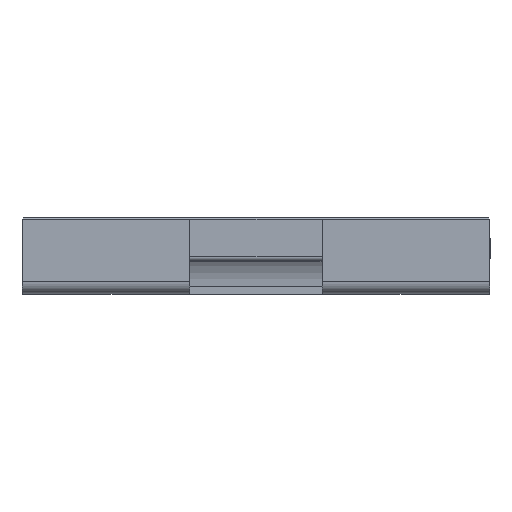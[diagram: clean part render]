
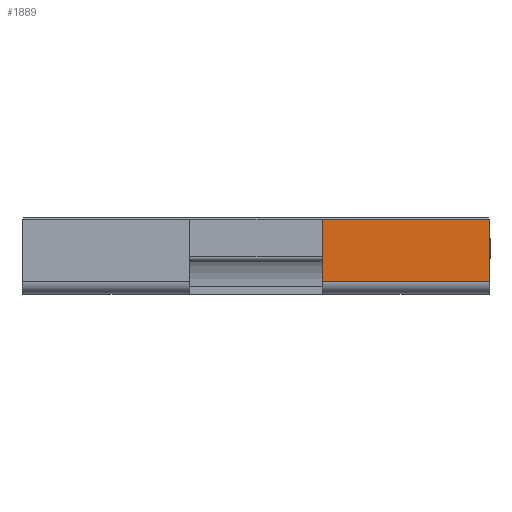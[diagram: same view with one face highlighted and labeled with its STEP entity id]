
A CAD part, top view. The second image highlights one B-rep face of the part: STEP entity #1889.
In plain terms, the highlighted planar face has unit normal (0, 0, 1).
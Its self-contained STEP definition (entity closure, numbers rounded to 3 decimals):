
#31 = CARTESIAN_POINT ( 'NONE',  ( 75.1, -16., 0. ) ) ;
#198 = CARTESIAN_POINT ( 'NONE',  ( 75.1, -0.4, 0. ) ) ;
#487 = VERTEX_POINT ( 'NONE', #1794 ) ;
#560 = FACE_OUTER_BOUND ( 'NONE', #5391, .T. ) ;
#849 = DIRECTION ( 'NONE',  ( -1., 0., 0. ) ) ;
#928 = VECTOR ( 'NONE', #6720, 1000. ) ;
#1250 = DIRECTION ( 'NONE',  ( 0., -1., 0. ) ) ;
#1383 = DIRECTION ( 'NONE',  ( 1., 0., 0. ) ) ;
#1472 = ORIENTED_EDGE ( 'NONE', *, *, #5078, .T. ) ;
#1502 = LINE ( 'NONE', #2695, #7116 ) ;
#1535 = DIRECTION ( 'NONE',  ( 1., 0., 0. ) ) ;
#1794 = CARTESIAN_POINT ( 'NONE',  ( 117., -16., 0. ) ) ;
#1889 = ADVANCED_FACE ( 'NONE', ( #560 ), #3469, .T. ) ;
#1985 = VECTOR ( 'NONE', #1250, 1000. ) ;
#2166 = LINE ( 'NONE', #5617, #1985 ) ;
#2607 = ORIENTED_EDGE ( 'NONE', *, *, #5766, .T. ) ;
#2695 = CARTESIAN_POINT ( 'NONE',  ( 117., -16., 0. ) ) ;
#3002 = EDGE_CURVE ( 'NONE', #487, #3215, #8029, .T. ) ;
#3215 = VERTEX_POINT ( 'NONE', #7714 ) ;
#3469 = PLANE ( 'NONE',  #7593 ) ;
#3709 = EDGE_CURVE ( 'NONE', #4674, #487, #1502, .T. ) ;
#4674 = VERTEX_POINT ( 'NONE', #31 ) ;
#4963 = ORIENTED_EDGE ( 'NONE', *, *, #3002, .T. ) ;
#5078 = EDGE_CURVE ( 'NONE', #5519, #4674, #2166, .T. ) ;
#5120 = LINE ( 'NONE', #198, #7832 ) ;
#5391 = EDGE_LOOP ( 'NONE', ( #1472, #7820, #4963, #2607 ) ) ;
#5519 = VERTEX_POINT ( 'NONE', #7379 ) ;
#5617 = CARTESIAN_POINT ( 'NONE',  ( 75.1, -14., 0. ) ) ;
#5766 = EDGE_CURVE ( 'NONE', #3215, #5519, #5120, .T. ) ;
#6057 = CARTESIAN_POINT ( 'NONE',  ( 117., -19., 0. ) ) ;
#6551 = CARTESIAN_POINT ( 'NONE',  ( 0., -19., 0. ) ) ;
#6580 = DIRECTION ( 'NONE',  ( 0., 0., 1. ) ) ;
#6720 = DIRECTION ( 'NONE',  ( 0., 1., 0. ) ) ;
#7116 = VECTOR ( 'NONE', #1383, 1000. ) ;
#7379 = CARTESIAN_POINT ( 'NONE',  ( 75.1, -0.4, 0. ) ) ;
#7593 = AXIS2_PLACEMENT_3D ( 'NONE', #6551, #6580, #1535 ) ;
#7714 = CARTESIAN_POINT ( 'NONE',  ( 117., -0.4, 0. ) ) ;
#7820 = ORIENTED_EDGE ( 'NONE', *, *, #3709, .T. ) ;
#7832 = VECTOR ( 'NONE', #849, 1000. ) ;
#8029 = LINE ( 'NONE', #6057, #928 ) ;
